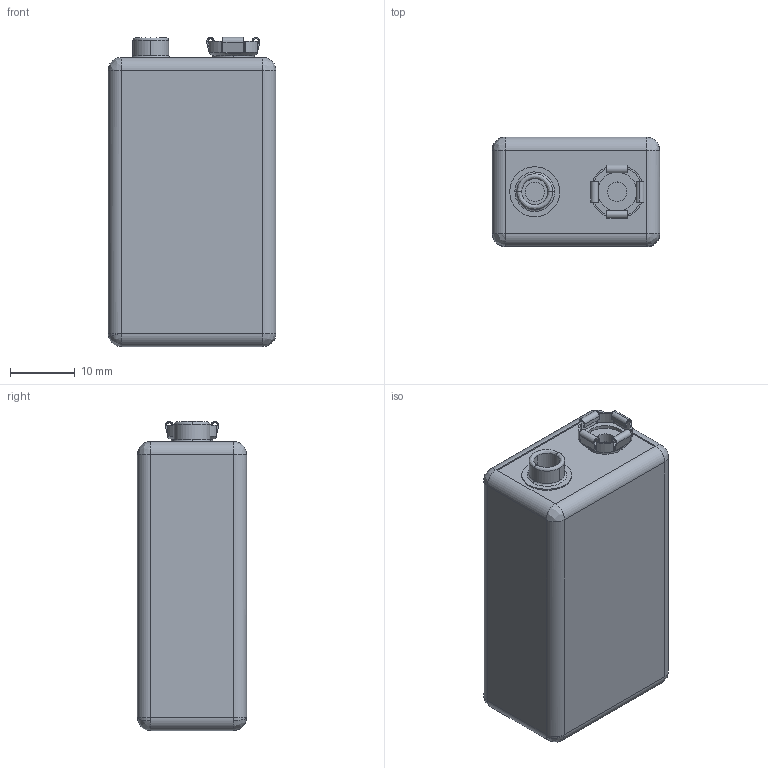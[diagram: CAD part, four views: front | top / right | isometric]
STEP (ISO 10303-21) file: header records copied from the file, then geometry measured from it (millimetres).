
FILE_DESCRIPTION (( 'STEP AP214' ), '1' );
FILE_NAME ('User Library-batt 9v al.STEP', '2018-05-02T08:08:30', ( '' ), ( '' ), 'SwSTEP 2.0', 'SolidWorks 2018', '' );
FILE_SCHEMA (( 'AUTOMOTIVE_DESIGN' ));
Length unit declared in the file: millimetre
Products named in the file (1): User Library-batt 9v al
Bounding box: 25.8 x 16.8 x 47.59 mm (x, y, z)
Volume: 18950.1 mm3; surface area: 4697.8 mm2
Topology: 1 solids, 1 shells, 127 faces, 307 edges, 184 vertices
Faces by surface type: plane 64, cylinder 45, bspline 16, cone 2
Entity records: 3865 total; most frequent: CARTESIAN_POINT 887, DIRECTION 635, ORIENTED_EDGE 606, EDGE_CURVE 303, AXIS2_PLACEMENT_3D 228, VERTEX_POINT 184, LINE 179, VECTOR 179
